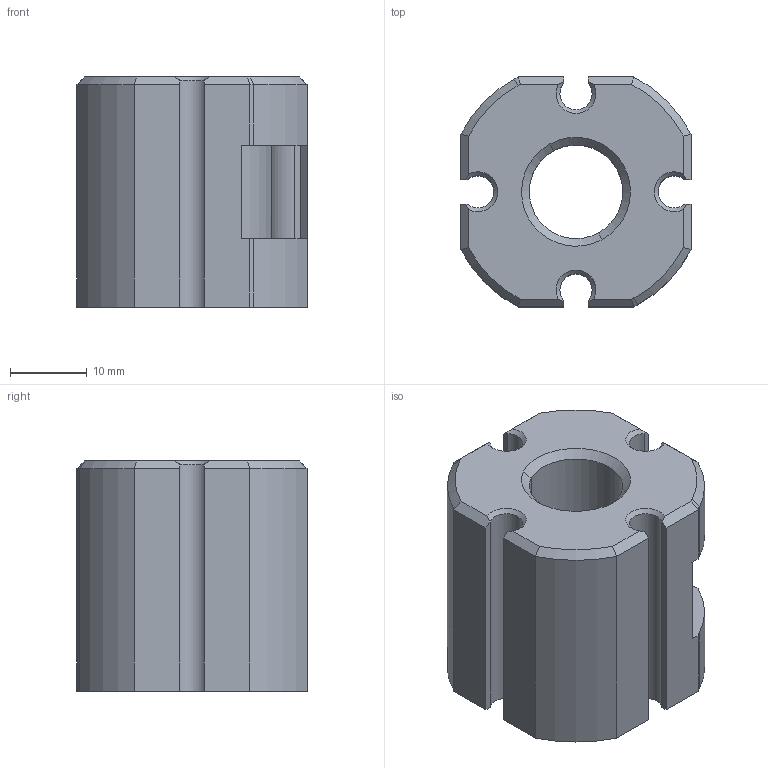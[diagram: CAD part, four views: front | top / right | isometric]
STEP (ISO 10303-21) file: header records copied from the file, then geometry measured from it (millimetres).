
FILE_DESCRIPTION(('CATIA V5 STEP Exchange'),'2;1');
FILE_NAME('LaserhalterKnopf.stp','2017-07-10T14:05:37+00:00',('none'),('none'),'CATIA Version 5 Release 18 GA (IN-10)','CATIA V5 STEP AP203','none');
FILE_SCHEMA(('CONFIG_CONTROL_DESIGN'));
Length unit declared in the file: millimetre
Products named in the file (1): Laserhalter
Bounding box: 30 x 30 x 30 mm (x, y, z)
Volume: 12954.5 mm3; surface area: 9525.4 mm2
Topology: 1 solids, 1 shells, 99 faces, 289 edges, 192 vertices
Faces by surface type: plane 56, cylinder 31, cone 12
Entity records: 3080 total; most frequent: CARTESIAN_POINT 629, ORIENTED_EDGE 570, DIRECTION 379, EDGE_CURVE 285, VERTEX_POINT 186, VECTOR 171, LINE 171, AXIS2_PLACEMENT_3D 152
